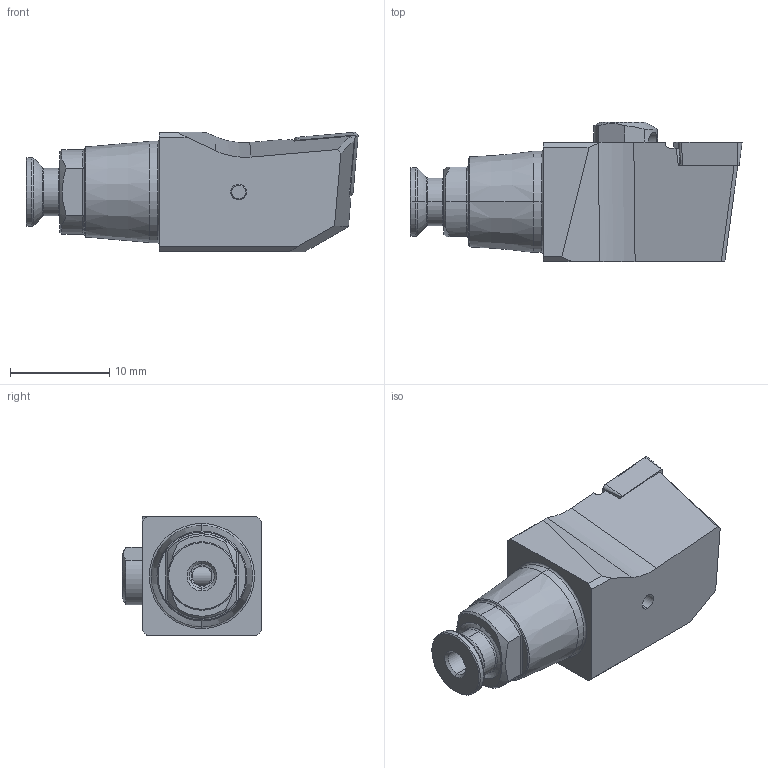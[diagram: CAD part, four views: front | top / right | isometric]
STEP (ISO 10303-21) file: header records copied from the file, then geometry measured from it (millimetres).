
FILE_DESCRIPTION (( 'STEP AP203' ), '1' );
FILE_NAME ('LW3.SCLCL.0620.06.STEP', '2024-08-26T13:46:42', ( '' ), ( '' ), 'SwSTEP 2.0', 'SolidWorks 2022', '' );
FILE_SCHEMA (( 'CONFIG_CONTROL_DESIGN' ));
Length unit declared in the file: millimetre
Products named in the file (7): LWX-ER1.007.002; WCA-ER2.001.005_A; LW3-KCA.LLA.020_A; LW3.SCLCL.0620.06; CCMT060204; LW3-U00.ER1.000_B; ISO 14581 - M2x12
Assembly tree (6 placements, depth 2):
  LW3.SCLCL.0620.06
    LW3-KCA.LLA.020_A
    LW3-U00.ER1.000_B
    LWX-ER1.007.002
    ISO 14581 - M2x12
    CCMT060204
    WCA-ER2.001.005_A
Bounding box: 33.4 x 14 x 12 mm (x, y, z)
Volume: 3025.1 mm3; surface area: 2388.6 mm2
Topology: 6 solids, 6 shells, 251 faces, 606 edges, 364 vertices
Faces by surface type: cylinder 78, plane 69, cone 65, torus 25, bspline 12, sphere 2
Entity records: 8423 total; most frequent: CARTESIAN_POINT 1929, DIRECTION 1246, ORIENTED_EDGE 1200, EDGE_CURVE 600, AXIS2_PLACEMENT_3D 501, VERTEX_POINT 364, EDGE_LOOP 264, CIRCLE 253
